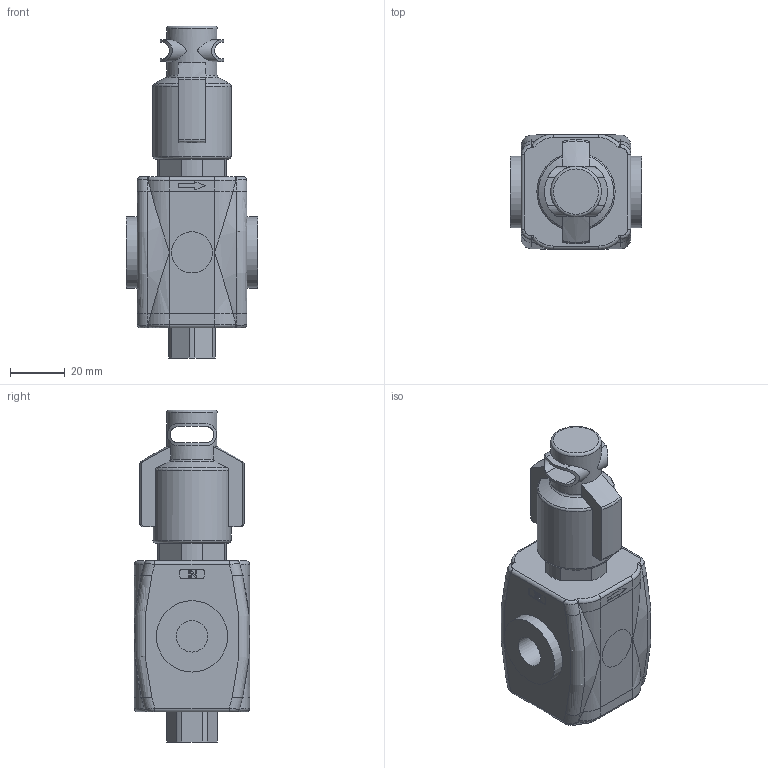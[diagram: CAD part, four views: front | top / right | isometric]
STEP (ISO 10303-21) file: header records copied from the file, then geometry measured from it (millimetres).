
FILE_DESCRIPTION((''),'2;1');
FILE_NAME('#171BVL.ipt.step','2010-08-23T14:21:21',(''),(''),'Autodesk Inventor 2010','Autodesk Inventor 2010','');
FILE_SCHEMA(('AUTOMOTIVE_DESIGN { 1 0 10303 214 1 1 1 1 }'));
Length unit declared in the file: millimetre
Products named in the file (1): #171BVL
Bounding box: 48 x 42 x 121 mm (x, y, z)
Volume: 121509.8 mm3; surface area: 19783.5 mm2
Topology: 1 solids, 1 shells, 235 faces, 584 edges, 372 vertices
Faces by surface type: plane 82, bspline 67, cylinder 57, torus 26, cone 3
Full cylindrical faces by diameter (mm): 11.445 x1, 18.5 x1, 26 x1, 28.5 x1
Entity records: 8183 total; most frequent: CARTESIAN_POINT 2889, ORIENTED_EDGE 1140, DIRECTION 948, EDGE_CURVE 570, VERTEX_POINT 368, AXIS2_PLACEMENT_3D 325, VECTOR 298, LINE 298
